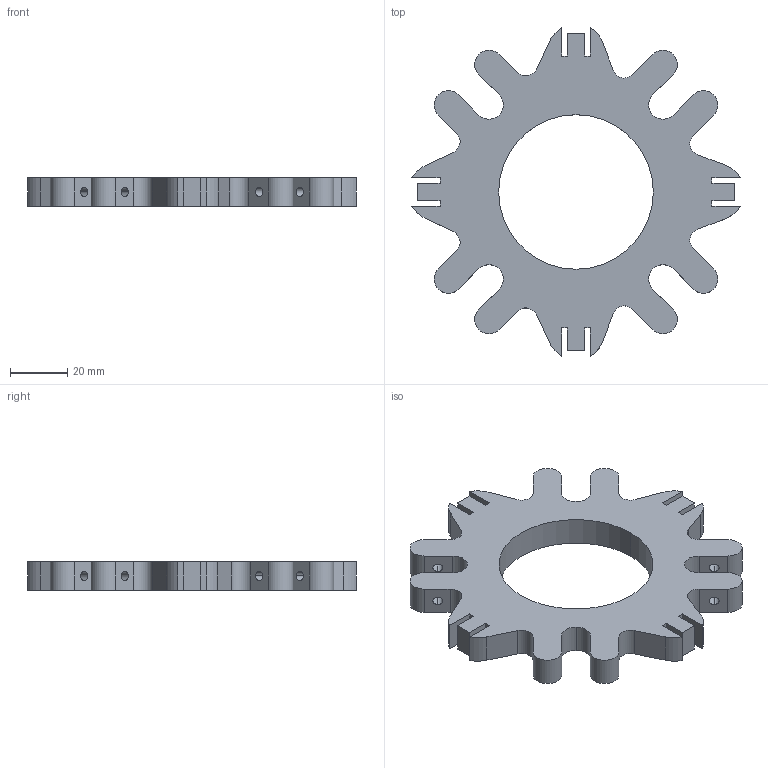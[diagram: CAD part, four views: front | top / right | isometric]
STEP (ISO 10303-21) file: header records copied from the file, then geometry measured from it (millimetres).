
FILE_DESCRIPTION(('CATIA V5 STEP Exchange'),'2;1');
FILE_NAME('jonction.stp','2019-04-09T15:48:12+00:00',('none'),('none'),'CATIA Version 5 Release 19 GA (IN-10)','CATIA V5 STEP AP203','none');
FILE_SCHEMA(('CONFIG_CONTROL_DESIGN'));
Length unit declared in the file: millimetre
Products named in the file (1): jonction
Bounding box: 114.82 x 114.82 x 10 mm (x, y, z)
Volume: 55752.3 mm3; surface area: 20990.2 mm2
Topology: 1 solids, 1 shells, 114 faces, 342 edges, 230 vertices
Faces by surface type: cylinder 60, plane 54
Entity records: 3622 total; most frequent: ORIENTED_EDGE 684, CARTESIAN_POINT 641, DIRECTION 478, EDGE_CURVE 342, VERTEX_POINT 230, VECTOR 216, LINE 216, AXIS2_PLACEMENT_3D 195
